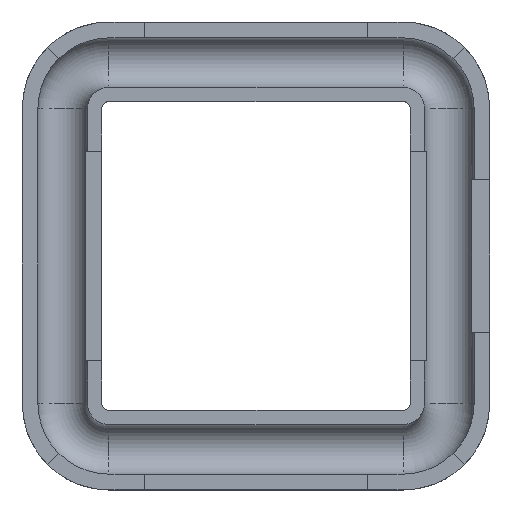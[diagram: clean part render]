
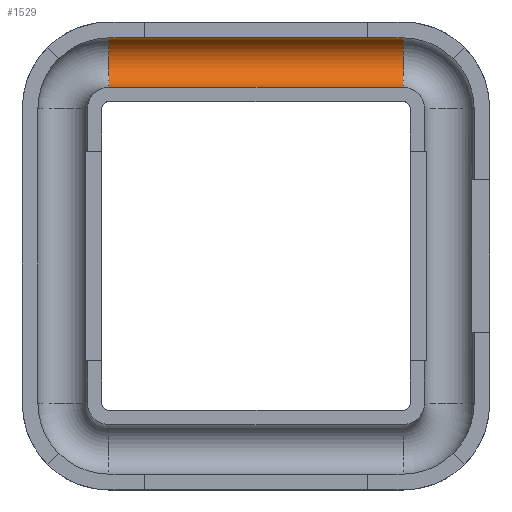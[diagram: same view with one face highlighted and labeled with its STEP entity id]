
A CAD part, top view. The second image highlights one B-rep face of the part: STEP entity #1529.
In plain terms, the highlighted cylindrical face has radius 3.5 mm (diameter 7 mm), a partial arc.
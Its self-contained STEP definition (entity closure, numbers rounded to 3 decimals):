
#91=FACE_OUTER_BOUND('',#179,.T.);
#179=EDGE_LOOP('',(#1078,#1079,#1080,#1081,#1082,#1083,#1084,#1085));
#277=CIRCLE('',#1635,3.5);
#281=CIRCLE('',#1640,3.5);
#282=CIRCLE('',#1641,3.5);
#283=CIRCLE('',#1642,3.5);
#350=LINE('',#2316,#513);
#351=LINE('',#2341,#514);
#352=LINE('',#2345,#515);
#353=LINE('',#2348,#516);
#513=VECTOR('',#1821,10.);
#514=VECTOR('',#1850,10.);
#515=VECTOR('',#1853,10.);
#516=VECTOR('',#1856,10.);
#682=VERTEX_POINT('',#2306);
#686=VERTEX_POINT('',#2314);
#692=VERTEX_POINT('',#2330);
#695=VERTEX_POINT('',#2338);
#696=VERTEX_POINT('',#2340);
#697=VERTEX_POINT('',#2342);
#698=VERTEX_POINT('',#2344);
#699=VERTEX_POINT('',#2346);
#832=EDGE_CURVE('',#682,#686,#350,.T.);
#839=EDGE_CURVE('',#682,#692,#277,.T.);
#843=EDGE_CURVE('',#686,#695,#281,.T.);
#844=EDGE_CURVE('',#695,#696,#351,.T.);
#845=EDGE_CURVE('',#696,#697,#282,.T.);
#846=EDGE_CURVE('',#697,#698,#352,.T.);
#847=EDGE_CURVE('',#699,#698,#283,.T.);
#848=EDGE_CURVE('',#699,#692,#353,.T.);
#1078=ORIENTED_EDGE('',*,*,#832,.T.);
#1079=ORIENTED_EDGE('',*,*,#843,.T.);
#1080=ORIENTED_EDGE('',*,*,#844,.T.);
#1081=ORIENTED_EDGE('',*,*,#845,.T.);
#1082=ORIENTED_EDGE('',*,*,#846,.T.);
#1083=ORIENTED_EDGE('',*,*,#847,.F.);
#1084=ORIENTED_EDGE('',*,*,#848,.T.);
#1085=ORIENTED_EDGE('',*,*,#839,.F.);
#1503=CYLINDRICAL_SURFACE('',#1639,3.5);
#1529=ADVANCED_FACE('',(#91),#1503,.F.);
#1635=AXIS2_PLACEMENT_3D('',#2331,#1838,#1839);
#1639=AXIS2_PLACEMENT_3D('',#2337,#1846,#1847);
#1640=AXIS2_PLACEMENT_3D('',#2339,#1848,#1849);
#1641=AXIS2_PLACEMENT_3D('',#2343,#1851,#1852);
#1642=AXIS2_PLACEMENT_3D('',#2347,#1854,#1855);
#1821=DIRECTION('',(-1.,0.,0.));
#1838=DIRECTION('center_axis',(-1.,0.,0.));
#1839=DIRECTION('ref_axis',(0.,0.,-1.));
#1846=DIRECTION('center_axis',(1.,0.,0.));
#1847=DIRECTION('ref_axis',(0.,0.707,-0.707));
#1848=DIRECTION('center_axis',(1.,0.,0.));
#1849=DIRECTION('ref_axis',(0.,0.707,-0.707));
#1850=DIRECTION('',(-1.,0.,0.));
#1851=DIRECTION('center_axis',(-1.,0.,0.));
#1852=DIRECTION('ref_axis',(0.,0.707,-0.707));
#1853=DIRECTION('',(-1.,0.,0.));
#1854=DIRECTION('center_axis',(1.,0.,0.));
#1855=DIRECTION('ref_axis',(0.,0.,-1.));
#1856=DIRECTION('',(1.,0.,0.));
#2306=CARTESIAN_POINT('',(65.724,75.725,-1.));
#2314=CARTESIAN_POINT('',(60.724,75.725,-1.));
#2316=CARTESIAN_POINT('',(34.658,75.725,-1.));
#2330=CARTESIAN_POINT('',(65.724,68.761,-0.5));
#2331=CARTESIAN_POINT('Origin',(65.724,72.261,-0.5));
#2337=CARTESIAN_POINT('Origin',(34.658,72.261,-0.5));
#2338=CARTESIAN_POINT('',(60.724,75.761,-0.5));
#2339=CARTESIAN_POINT('Origin',(60.724,72.261,-0.5));
#2340=CARTESIAN_POINT('',(29.302,75.761,-0.5));
#2341=CARTESIAN_POINT('',(34.658,75.761,-0.5));
#2342=CARTESIAN_POINT('',(29.302,75.725,-1.));
#2343=CARTESIAN_POINT('Origin',(29.302,72.261,-0.5));
#2344=CARTESIAN_POINT('',(24.302,75.725,-1.));
#2345=CARTESIAN_POINT('',(34.658,75.725,-1.));
#2346=CARTESIAN_POINT('',(24.302,68.761,-0.5));
#2347=CARTESIAN_POINT('Origin',(24.302,72.261,-0.5));
#2348=CARTESIAN_POINT('',(55.369,68.761,-0.5));
